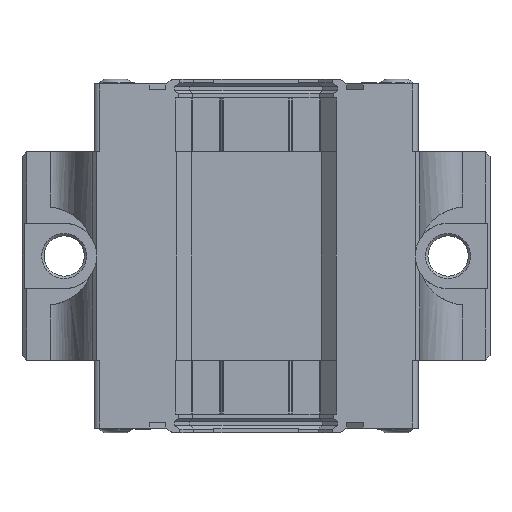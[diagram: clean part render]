
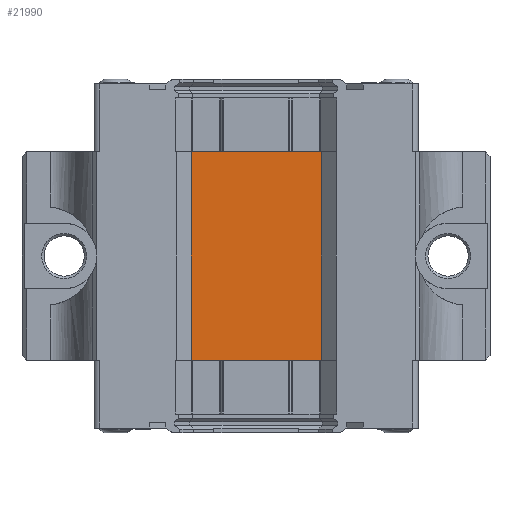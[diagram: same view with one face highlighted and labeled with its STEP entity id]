
A CAD part, front view. The second image highlights one B-rep face of the part: STEP entity #21990.
In plain terms, the highlighted planar face has unit normal (0, -1, 0).
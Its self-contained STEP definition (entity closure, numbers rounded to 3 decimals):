
#1247=LINE('',#32917,#3679);
#1257=LINE('',#32962,#3689);
#1412=LINE('',#33393,#3844);
#1424=LINE('',#33447,#3856);
#1425=LINE('',#33449,#3857);
#1426=LINE('',#33451,#3858);
#1427=LINE('',#33453,#3859);
#1428=LINE('',#33454,#3860);
#3679=VECTOR('',#26851,0.273);
#3689=VECTOR('',#26887,0.273);
#3844=VECTOR('',#27302,27.475);
#3856=VECTOR('',#27360,44.5);
#3857=VECTOR('',#27361,0.273);
#3858=VECTOR('',#27362,27.475);
#3859=VECTOR('',#27363,0.273);
#3860=VECTOR('',#27364,44.5);
#5991=FACE_OUTER_BOUND('',#7249,.T.);
#7249=EDGE_LOOP('',(#16294,#16295,#16296,#16297,#16298,#16299,#16300,#16301));
#9269=VERTEX_POINT('',#32915);
#9270=VERTEX_POINT('',#32916);
#9291=VERTEX_POINT('',#32960);
#9292=VERTEX_POINT('',#32961);
#9451=VERTEX_POINT('',#33446);
#9452=VERTEX_POINT('',#33448);
#9453=VERTEX_POINT('',#33450);
#9454=VERTEX_POINT('',#33452);
#11651=EDGE_CURVE('',#9269,#9270,#1247,.T.);
#11673=EDGE_CURVE('',#9291,#9292,#1257,.T.);
#11885=EDGE_CURVE('',#9270,#9291,#1412,.T.);
#11908=EDGE_CURVE('',#9451,#9269,#1424,.T.);
#11909=EDGE_CURVE('',#9452,#9451,#1425,.T.);
#11910=EDGE_CURVE('',#9453,#9452,#1426,.T.);
#11911=EDGE_CURVE('',#9454,#9453,#1427,.T.);
#11912=EDGE_CURVE('',#9292,#9454,#1428,.T.);
#16294=ORIENTED_EDGE('',*,*,#11908,.F.);
#16295=ORIENTED_EDGE('',*,*,#11909,.F.);
#16296=ORIENTED_EDGE('',*,*,#11910,.F.);
#16297=ORIENTED_EDGE('',*,*,#11911,.F.);
#16298=ORIENTED_EDGE('',*,*,#11912,.F.);
#16299=ORIENTED_EDGE('',*,*,#11673,.F.);
#16300=ORIENTED_EDGE('',*,*,#11885,.F.);
#16301=ORIENTED_EDGE('',*,*,#11651,.F.);
#19771=PLANE('',#23499);
#21990=ADVANCED_FACE('',(#5991),#19771,.F.);
#23499=AXIS2_PLACEMENT_3D('',#33445,#27358,#27359);
#26851=DIRECTION('',(-1.,0.,0.));
#26887=DIRECTION('',(-1.,0.,0.));
#27302=DIRECTION('',(-1.,0.,0.));
#27358=DIRECTION('center_axis',(0.,1.,0.));
#27359=DIRECTION('ref_axis',(0.,0.,1.));
#27360=DIRECTION('',(0.,0.,-1.));
#27361=DIRECTION('',(1.,0.,0.));
#27362=DIRECTION('',(1.,0.,0.));
#27363=DIRECTION('',(1.,0.,0.));
#27364=DIRECTION('',(0.,0.,1.));
#32915=CARTESIAN_POINT('',(14.01,4.9,-22.25));
#32916=CARTESIAN_POINT('',(13.737,4.9,-22.25));
#32917=CARTESIAN_POINT('',(14.01,4.9,-22.25));
#32960=CARTESIAN_POINT('',(-13.737,4.9,-22.25));
#32961=CARTESIAN_POINT('',(-14.01,4.9,-22.25));
#32962=CARTESIAN_POINT('',(14.01,4.9,-22.25));
#33393=CARTESIAN_POINT('',(14.01,4.9,-22.25));
#33445=CARTESIAN_POINT('Origin',(14.01,4.9,22.25));
#33446=CARTESIAN_POINT('',(14.01,4.9,22.25));
#33447=CARTESIAN_POINT('',(14.01,4.9,22.25));
#33448=CARTESIAN_POINT('',(13.737,4.9,22.25));
#33449=CARTESIAN_POINT('',(-14.01,4.9,22.25));
#33450=CARTESIAN_POINT('',(-13.737,4.9,22.25));
#33451=CARTESIAN_POINT('',(-14.01,4.9,22.25));
#33452=CARTESIAN_POINT('',(-14.01,4.9,22.25));
#33453=CARTESIAN_POINT('',(-14.01,4.9,22.25));
#33454=CARTESIAN_POINT('',(-14.01,4.9,-22.25));
